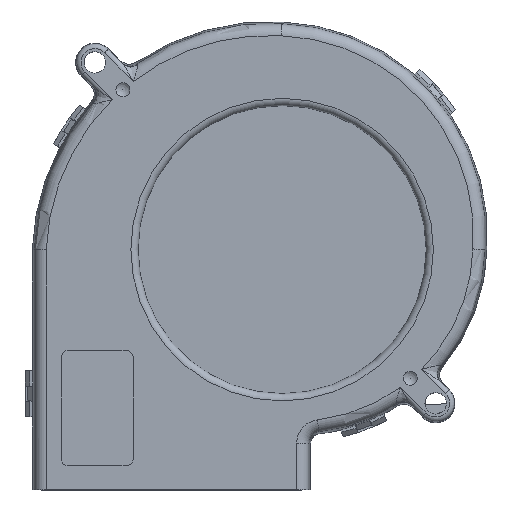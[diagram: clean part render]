
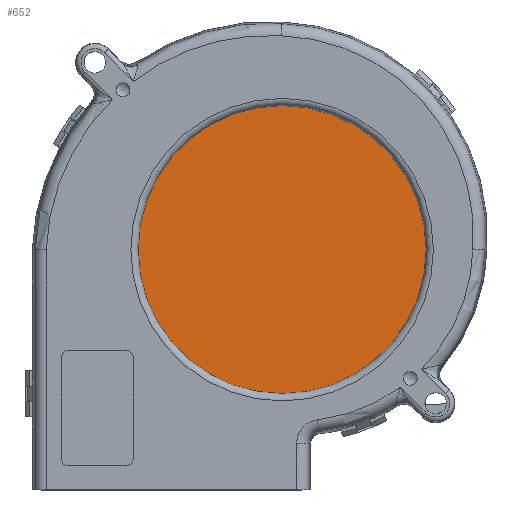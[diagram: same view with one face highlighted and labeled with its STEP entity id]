
A CAD part, top view. The second image highlights one B-rep face of the part: STEP entity #652.
In plain terms, the highlighted planar face has unit normal (0, 0, 1).
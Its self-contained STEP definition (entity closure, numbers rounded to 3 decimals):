
#416=PLANE('',#7171);
#652=ADVANCED_FACE('',(#1097),#416,.F.);
#1097=FACE_OUTER_BOUND('',#1503,.T.);
#1503=EDGE_LOOP('',(#3873));
#2716=CIRCLE('',#7056,30.);
#3873=ORIENTED_EDGE('',*,*,#6050,.T.);
#5334=VERTEX_POINT('',#10663);
#6050=EDGE_CURVE('',#5334,#5334,#2716,.T.);
#7056=AXIS2_PLACEMENT_3D('',#10662,#8217,#8218);
#7171=AXIS2_PLACEMENT_3D('',#11424,#8484,#8485);
#8217=DIRECTION('',(0.,0.,1.));
#8218=DIRECTION('',(0.,1.,0.));
#8484=DIRECTION('',(0.,0.,-1.));
#8485=DIRECTION('',(-1.,0.,0.));
#10662=CARTESIAN_POINT('',(1349.607,512.372,45.738));
#10663=CARTESIAN_POINT('',(1349.607,542.372,45.738));
#11424=CARTESIAN_POINT('',(1358.023,471.614,45.738));
